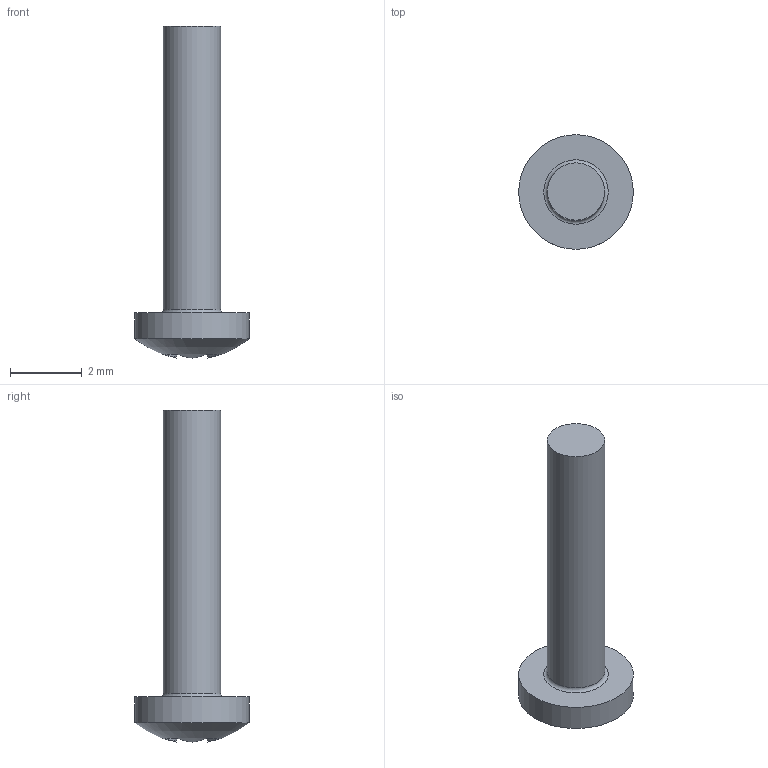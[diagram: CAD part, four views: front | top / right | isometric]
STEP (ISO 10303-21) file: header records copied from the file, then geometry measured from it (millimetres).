
FILE_DESCRIPTION(/* description */ ('STEP AP214'),/* implementation_level */ '2;1');
FILE_NAME(/* name */ '681926bc50d50a4ee48758f8',/* time_stamp */ '2025-05-05T20:59:41Z',/* author */ (''),/* organization */ (''),/* preprocessor_version */ 'ST-DEVELOPER v20',/* originating_system */ 'ONSHAPE BY PTC INC, 1.197',/* authorisation */ ' ');
FILE_SCHEMA (('AUTOMOTIVE_DESIGN {1 0 10303 214 3 1 1}'));
Length unit declared in the file: metre
Products named in the file (1): Compound
Bounding box: 3.2 x 3.2 x 9.26 mm (x, y, z)
Volume: 23.4 mm3; surface area: 67.8 mm2
Topology: 1 solids, 1 shells, 27 faces, 71 edges, 46 vertices
Faces by surface type: plane 18, cone 5, cylinder 2, torus 1, sphere 1
Full cylindrical faces by diameter (mm): 1.6 x1, 3.2 x1
Entity records: 834 total; most frequent: CARTESIAN_POINT 171, DIRECTION 142, ORIENTED_EDGE 130, EDGE_CURVE 65, AXIS2_PLACEMENT_3D 65, VERTEX_POINT 46, CIRCLE 37, FACE_BOUND 33
